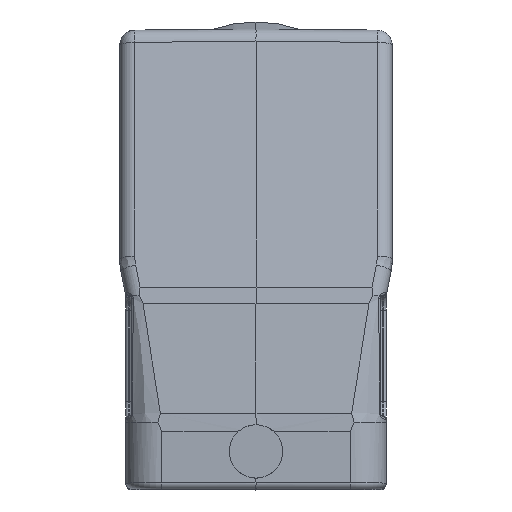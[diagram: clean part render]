
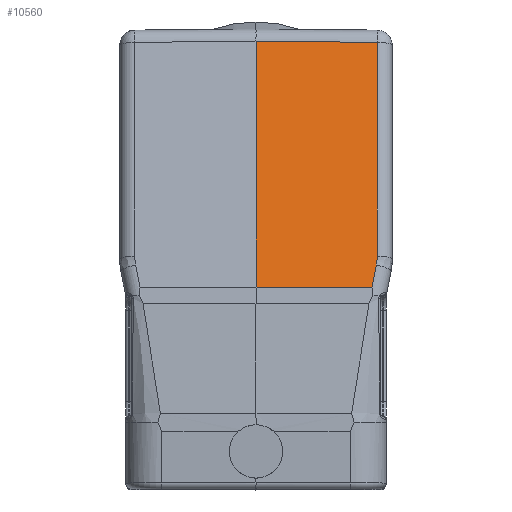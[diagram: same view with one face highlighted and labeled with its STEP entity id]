
A CAD part, top view. The second image highlights one B-rep face of the part: STEP entity #10560.
In plain terms, the highlighted planar face has unit normal (0.009, 0.19, 0.982).
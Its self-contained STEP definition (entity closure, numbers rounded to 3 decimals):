
#316=DIRECTION('',(0.,0.982,-0.19));
#317=VECTOR('',#316,35.988);
#318=CARTESIAN_POINT('',(20.022,-16.12,43.323));
#319=LINE('',#318,#317);
#458=DIRECTION('',(-0.193,-0.963,0.188));
#459=VECTOR('',#458,3.79);
#460=CARTESIAN_POINT('',(19.876,-17.591,43.609));
#461=LINE('',#460,#459);
#462=DIRECTION('',(-1.,0.,0.009));
#463=VECTOR('',#462,19.147);
#464=CARTESIAN_POINT('',(19.146,-21.241,44.32));
#465=LINE('',#464,#463);
#466=DIRECTION('',(0.,0.982,-0.19));
#467=VECTOR('',#466,41.382);
#468=CARTESIAN_POINT('',(0.,-21.241,
44.49));
#469=LINE('',#468,#467);
#470=DIRECTION('',(1.,-0.009,-0.007));
#471=VECTOR('',#470,20.023);
#472=CARTESIAN_POINT('',(0.,19.39,36.641));
#473=LINE('',#472,#471);
#474=CARTESIAN_POINT('',(20.022,-16.12,43.323));
#475=CARTESIAN_POINT('',(20.022,-16.614,43.419));
#476=CARTESIAN_POINT('',(19.973,-17.107,43.514));
#477=CARTESIAN_POINT('',(19.876,-17.591,43.609));
#8439=CARTESIAN_POINT('',(20.022,-16.12,43.323));
#8440=VERTEX_POINT('',#8439);
#8441=CARTESIAN_POINT('',(20.022,19.215,36.497));
#8442=VERTEX_POINT('',#8441);
#8444=CARTESIAN_POINT('',(19.876,-17.591,43.609));
#8445=VERTEX_POINT('',#8444);
#8464=CARTESIAN_POINT('',(0.,19.39,36.641));
#8465=VERTEX_POINT('',#8464);
#8467=CARTESIAN_POINT('',(19.146,-21.241,44.32));
#8468=VERTEX_POINT('',#8467);
#8469=CARTESIAN_POINT('',(0.,-21.241,
44.49));
#8470=VERTEX_POINT('',#8469);
#10544=CARTESIAN_POINT('',(0.,-22.585,44.75));
#10545=DIRECTION('',(0.009,0.19,0.982));
#10546=DIRECTION('',(0.,-0.982,0.19));
#10547=AXIS2_PLACEMENT_3D('',#10544,#10545,#10546);
#10548=PLANE('',#10547);
#10550=ORIENTED_EDGE('',*,*,#10549,.T.);
#10552=ORIENTED_EDGE('',*,*,#10551,.T.);
#10554=ORIENTED_EDGE('',*,*,#10553,.T.);
#10555=ORIENTED_EDGE('',*,*,#10534,.T.);
#10556=ORIENTED_EDGE('',*,*,#10374,.F.);
#10557=ORIENTED_EDGE('',*,*,#10403,.T.);
#10558=EDGE_LOOP('',(#10550,#10552,#10554,#10555,#10556,#10557));
#10559=FACE_OUTER_BOUND('',#10558,.F.);
#478=B_SPLINE_CURVE_WITH_KNOTS('',3,(#474,#475,#476,#477),.UNSPECIFIED.,.F.,.F.,
(4,4),(0.,1.),.UNSPECIFIED.);
#10374=EDGE_CURVE('',#8440,#8442,#319,.T.);
#10403=EDGE_CURVE('',#8440,#8445,#478,.T.);
#10534=EDGE_CURVE('',#8465,#8442,#473,.T.);
#10549=EDGE_CURVE('',#8445,#8468,#461,.T.);
#10551=EDGE_CURVE('',#8468,#8470,#465,.T.);
#10553=EDGE_CURVE('',#8470,#8465,#469,.T.);
#10560=ADVANCED_FACE('',(#10559),#10548,.T.);
